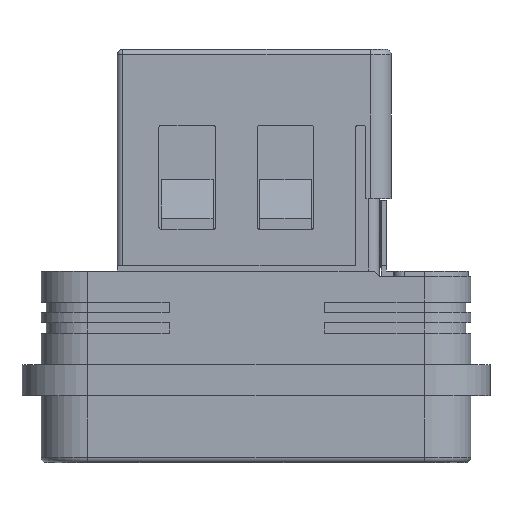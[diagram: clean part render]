
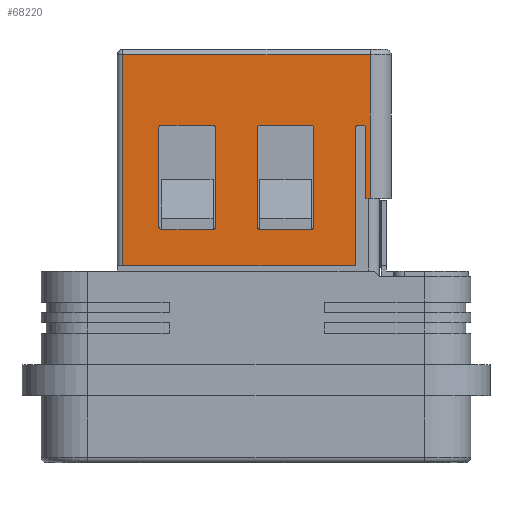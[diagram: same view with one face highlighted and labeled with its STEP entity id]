
A CAD part, left-side view. The second image highlights one B-rep face of the part: STEP entity #68220.
In plain terms, the highlighted planar face has unit normal (-1, 0, 0).
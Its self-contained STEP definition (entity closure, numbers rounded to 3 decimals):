
#45230=CARTESIAN_POINT('',(29.114,53.175,0.9));
#45240=VERTEX_POINT('',#45230);
#45270=CARTESIAN_POINT('',(29.114,62.465,0.9)
);
#45280=DIRECTION('',(0.,1.,0.));
#45290=VECTOR('',#45280,1.);
#45300=LINE('',#45270,#45290);
#45310=CARTESIAN_POINT('',(29.114,75.675,0.9));
#45320=VERTEX_POINT('',#45310);
#45330=EDGE_CURVE('',#45240,#45320,#45300,.T.);
#46450=CARTESIAN_POINT('',(29.114,66.475,-12.4));
#46460=DIRECTION('',(-1.,0.,0.));
#46470=DIRECTION('',(0.,-1.,0.));
#46480=AXIS2_PLACEMENT_3D('',#46450,#46460,#46470);
#46490=CIRCLE('',#46480,0.3);
#46500=CARTESIAN_POINT('',(29.114,66.475,-12.7));
#46510=VERTEX_POINT('',#46500);
#46520=CARTESIAN_POINT('',(29.114,66.175,-12.4));
#46530=VERTEX_POINT('',#46520);
#46540=EDGE_CURVE('',#46510,#46530,#46490,.T.);
#66200=CARTESIAN_POINT('',(29.114,58.075,-6.5));
#66210=DIRECTION('',(-1.,0.,0.));
#66220=DIRECTION('',(0.,0.,1.));
#66230=AXIS2_PLACEMENT_3D('',#66200,#66210,#66220);
#66240=PLANE('',#66230);
#66250=CARTESIAN_POINT('',(29.114,66.475,-2.9));
#66260=DIRECTION('',(1.,0.,0.));
#66270=DIRECTION('',(0.,1.,0.));
#66280=AXIS2_PLACEMENT_3D('',#66250,#66260,#66270);
#66290=CIRCLE('',#66280,0.3);
#66300=CARTESIAN_POINT('',(29.114,66.475,-2.6));
#66310=VERTEX_POINT('',#66300);
#66320=CARTESIAN_POINT('',(29.114,66.175,-2.9));
#66330=VERTEX_POINT('',#66320);
#66340=EDGE_CURVE('',#66310,#66330,#66290,.T.);
#66350=ORIENTED_EDGE('',*,*,#66340,.T.);
#66360=CARTESIAN_POINT('',(29.114,62.465,-2.6));
#66370=DIRECTION('',(0.,-1.,0.));
#66380=VECTOR('',#66370,1.);
#66390=LINE('',#66360,#66380);
#66400=CARTESIAN_POINT('',(29.114,71.375,-2.6));
#66410=VERTEX_POINT('',#66400);
#66420=EDGE_CURVE('',#66410,#66310,#66390,.T.);
#66430=ORIENTED_EDGE('',*,*,#66420,.T.);
#66440=CARTESIAN_POINT('',(29.114,71.375,-2.9));
#66450=DIRECTION('',(-1.,0.,0.));
#66460=DIRECTION('',(0.,-1.,0.));
#66470=AXIS2_PLACEMENT_3D('',#66440,#66450,#66460);
#66480=CIRCLE('',#66470,0.3);
#66490=CARTESIAN_POINT('',(29.114,71.675,-2.9));
#66500=VERTEX_POINT('',#66490);
#66510=EDGE_CURVE('',#66410,#66500,#66480,.T.);
#66520=ORIENTED_EDGE('',*,*,#66510,.F.);
#66530=CARTESIAN_POINT('',(29.114,71.675,-16.5));
#66540=DIRECTION('',(0.,0.,1.));
#66550=VECTOR('',#66540,1.);
#66560=LINE('',#66530,#66550);
#66570=CARTESIAN_POINT('',(29.114,71.675,-12.4));
#66580=VERTEX_POINT('',#66570);
#66590=EDGE_CURVE('',#66580,#66500,#66560,.T.);
#66600=ORIENTED_EDGE('',*,*,#66590,.T.);
#66610=CARTESIAN_POINT('',(29.114,71.375,-12.4));
#66620=DIRECTION('',(1.,0.,0.));
#66630=DIRECTION('',(0.,1.,0.));
#66640=AXIS2_PLACEMENT_3D('',#66610,#66620,#66630);
#66650=CIRCLE('',#66640,0.3);
#66660=CARTESIAN_POINT('',(29.114,71.375,-12.7));
#66670=VERTEX_POINT('',#66660);
#66680=EDGE_CURVE('',#66670,#66580,#66650,.T.);
#66690=ORIENTED_EDGE('',*,*,#66680,.T.);
#66700=CARTESIAN_POINT('',(29.114,62.465,-12.7));
#66710=DIRECTION('',(0.,1.,0.));
#66720=VECTOR('',#66710,1.);
#66730=LINE('',#66700,#66720);
#66740=EDGE_CURVE('',#46510,#66670,#66730,.T.);
#66750=ORIENTED_EDGE('',*,*,#66740,.T.);
#66760=ORIENTED_EDGE('',*,*,#46540,.F.);
#66770=CARTESIAN_POINT('',(29.114,66.175,-13.));
#66780=DIRECTION('',(0.,0.,1.));
#66790=VECTOR('',#66780,1.);
#66800=LINE('',#66770,#66790);
#66810=EDGE_CURVE('',#46530,#66330,#66800,.T.);
#66820=ORIENTED_EDGE('',*,*,#66810,.F.);
#66830=EDGE_LOOP('',(#66820,#66760,#66750,#66690,#66600,#66520,#66430,
#66350));
#66840=FACE_BOUND('',#66830,.T.);
#66850=CARTESIAN_POINT('',(29.114,61.875,-12.4));
#66860=DIRECTION('',(-1.,0.,0.));
#66870=DIRECTION('',(0.,-1.,0.));
#66880=AXIS2_PLACEMENT_3D('',#66850,#66860,#66870);
#66890=CIRCLE('',#66880,0.3);
#66900=CARTESIAN_POINT('',(29.114,62.175,-12.4));
#66910=VERTEX_POINT('',#66900);
#66920=CARTESIAN_POINT('',(29.114,61.875,-12.7));
#66930=VERTEX_POINT('',#66920);
#66940=EDGE_CURVE('',#66910,#66930,#66890,.T.);
#66950=ORIENTED_EDGE('',*,*,#66940,.F.);
#66960=CARTESIAN_POINT('',(29.114,56.975,-12.7));
#66970=VERTEX_POINT('',#66960);
#66980=EDGE_CURVE('',#66970,#66930,#66730,.T.);
#66990=ORIENTED_EDGE('',*,*,#66980,.T.);
#67000=CARTESIAN_POINT('',(29.114,56.975,-12.4));
#67010=DIRECTION('',(1.,0.,0.));
#67020=DIRECTION('',(0.,1.,0.));
#67030=AXIS2_PLACEMENT_3D('',#67000,#67010,#67020);
#67040=CIRCLE('',#67030,0.3);
#67050=CARTESIAN_POINT('',(29.114,56.675,-12.4));
#67060=VERTEX_POINT('',#67050);
#67070=EDGE_CURVE('',#67060,#66970,#67040,.T.);
#67080=ORIENTED_EDGE('',*,*,#67070,.T.);
#67090=CARTESIAN_POINT('',(29.114,56.675,-16.5));
#67100=DIRECTION('',(0.,0.,-1.));
#67110=VECTOR('',#67100,1.);
#67120=LINE('',#67090,#67110);
#67130=CARTESIAN_POINT('',(29.114,56.675,-2.9));
#67140=VERTEX_POINT('',#67130);
#67150=EDGE_CURVE('',#67140,#67060,#67120,.T.);
#67160=ORIENTED_EDGE('',*,*,#67150,.T.);
#67170=CARTESIAN_POINT('',(29.114,56.975,-2.9));
#67180=DIRECTION('',(1.,0.,0.));
#67190=DIRECTION('',(0.,1.,0.));
#67200=AXIS2_PLACEMENT_3D('',#67170,#67180,#67190);
#67210=CIRCLE('',#67200,0.3);
#67220=CARTESIAN_POINT('',(29.114,56.975,-2.6));
#67230=VERTEX_POINT('',#67220);
#67240=EDGE_CURVE('',#67230,#67140,#67210,.T.);
#67250=ORIENTED_EDGE('',*,*,#67240,.T.);
#67260=CARTESIAN_POINT('',(29.114,61.875,-2.6));
#67270=VERTEX_POINT('',#67260);
#67280=EDGE_CURVE('',#67270,#67230,#66390,.T.);
#67290=ORIENTED_EDGE('',*,*,#67280,.T.);
#67300=CARTESIAN_POINT('',(29.114,61.875,-2.9));
#67310=DIRECTION('',(1.,0.,0.));
#67320=DIRECTION('',(0.,1.,0.));
#67330=AXIS2_PLACEMENT_3D('',#67300,#67310,#67320);
#67340=CIRCLE('',#67330,0.3);
#67350=CARTESIAN_POINT('',(29.114,62.175,-2.9));
#67360=VERTEX_POINT('',#67350);
#67370=EDGE_CURVE('',#67360,#67270,#67340,.T.);
#67380=ORIENTED_EDGE('',*,*,#67370,.T.);
#67390=CARTESIAN_POINT('',(29.114,62.175,-13.));
#67400=DIRECTION('',(0.,0.,1.));
#67410=VECTOR('',#67400,1.);
#67420=LINE('',#67390,#67410);
#67430=EDGE_CURVE('',#66910,#67360,#67420,.T.);
#67440=ORIENTED_EDGE('',*,*,#67430,.T.);
#67450=EDGE_LOOP('',(#67440,#67380,#67290,#67250,#67160,#67080,#66990,
#66950));
#67460=FACE_BOUND('',#67450,.T.);
#67470=CARTESIAN_POINT('',(29.114,62.465,-19.5)
);
#67480=DIRECTION('',(0.,1.,0.));
#67490=VECTOR('',#67480,1.);
#67500=LINE('',#67470,#67490);
#67510=CARTESIAN_POINT('',(29.114,53.175,-19.5));
#67520=VERTEX_POINT('',#67510);
#67530=CARTESIAN_POINT('',(29.114,77.125,-19.5));
#67540=VERTEX_POINT('',#67530);
#67550=EDGE_CURVE('',#67520,#67540,#67500,.T.);
#67560=ORIENTED_EDGE('',*,*,#67550,.F.);
#67570=CARTESIAN_POINT('',(29.114,77.125,-16.5));
#67580=DIRECTION('',(0.,0.,1.));
#67590=VECTOR('',#67580,1.);
#67600=LINE('',#67570,#67590);
#67610=CARTESIAN_POINT('',(29.114,77.125,-5.6));
#67620=VERTEX_POINT('',#67610);
#67630=EDGE_CURVE('',#67540,#67620,#67600,.T.);
#67640=ORIENTED_EDGE('',*,*,#67630,.F.);
#67650=CARTESIAN_POINT('',(29.114,77.125,-5.6));
#67660=DIRECTION('',(0.,-1.,0.));
#67670=VECTOR('',#67660,1.);
#67680=LINE('',#67650,#67670);
#67690=CARTESIAN_POINT('',(29.114,76.675,-5.6));
#67700=VERTEX_POINT('',#67690);
#67710=EDGE_CURVE('',#67620,#67700,#67680,.T.);
#67720=ORIENTED_EDGE('',*,*,#67710,.F.);
#67730=CARTESIAN_POINT('',(29.114,76.675,-16.5));
#67740=DIRECTION('',(0.,0.,1.));
#67750=VECTOR('',#67740,1.);
#67760=LINE('',#67730,#67750);
#67770=CARTESIAN_POINT('',(29.114,76.675,-12.4));
#67780=VERTEX_POINT('',#67770);
#67790=EDGE_CURVE('',#67780,#67700,#67760,.T.);
#67800=ORIENTED_EDGE('',*,*,#67790,.T.);
#67810=CARTESIAN_POINT('',(29.114,76.375,-12.4));
#67820=DIRECTION('',(1.,0.,0.));
#67830=DIRECTION('',(0.,1.,0.));
#67840=AXIS2_PLACEMENT_3D('',#67810,#67820,#67830);
#67850=CIRCLE('',#67840,0.3);
#67860=CARTESIAN_POINT('',(29.114,76.375,-12.7));
#67870=VERTEX_POINT('',#67860);
#67880=EDGE_CURVE('',#67870,#67780,#67850,.T.);
#67890=ORIENTED_EDGE('',*,*,#67880,.T.);
#67900=CARTESIAN_POINT('',(29.114,62.465,-12.7));
#67910=DIRECTION('',(0.,-1.,0.));
#67920=VECTOR('',#67910,1.);
#67930=LINE('',#67900,#67920);
#67940=CARTESIAN_POINT('',(29.114,75.975,-12.7));
#67950=VERTEX_POINT('',#67940);
#67960=EDGE_CURVE('',#67870,#67950,#67930,.T.);
#67970=ORIENTED_EDGE('',*,*,#67960,.F.);
#67980=CARTESIAN_POINT('',(29.114,75.975,-12.4));
#67990=DIRECTION('',(-1.,0.,0.));
#68000=DIRECTION('',(0.,-1.,0.));
#68010=AXIS2_PLACEMENT_3D('',#67980,#67990,#68000);
#68020=CIRCLE('',#68010,0.3);
#68030=CARTESIAN_POINT('',(29.114,75.675,-12.4));
#68040=VERTEX_POINT('',#68030);
#68050=EDGE_CURVE('',#67950,#68040,#68020,.T.);
#68060=ORIENTED_EDGE('',*,*,#68050,.F.);
#68070=CARTESIAN_POINT('',(29.114,75.675,-16.5));
#68080=DIRECTION('',(0.,0.,-1.));
#68090=VECTOR('',#68080,1.);
#68100=LINE('',#68070,#68090);
#68110=EDGE_CURVE('',#45320,#68040,#68100,.T.);
#68120=ORIENTED_EDGE('',*,*,#68110,.T.);
#68130=ORIENTED_EDGE('',*,*,#45330,.T.);
#68140=CARTESIAN_POINT('',(29.114,53.175,-16.5));
#68150=DIRECTION('',(0.,0.,1.));
#68160=VECTOR('',#68150,1.);
#68170=LINE('',#68140,#68160);
#68180=EDGE_CURVE('',#67520,#45240,#68170,.T.);
#68190=ORIENTED_EDGE('',*,*,#68180,.T.);
#68200=EDGE_LOOP('',(#68190,#68130,#68120,#68060,#67970,#67890,#67800,
#67720,#67640,#67560));
#68210=FACE_OUTER_BOUND('',#68200,.T.);
#68220=ADVANCED_FACE('',(#66840,#67460,#68210),#66240,.T.);
